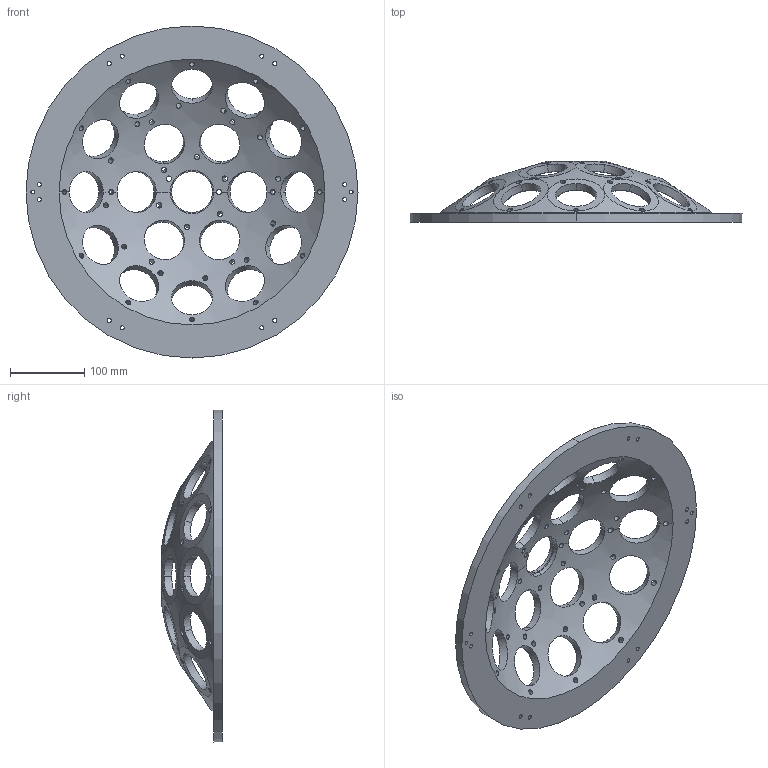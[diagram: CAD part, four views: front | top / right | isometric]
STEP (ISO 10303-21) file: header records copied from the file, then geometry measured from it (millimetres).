
FILE_DESCRIPTION (( 'STEP AP214' ), '1' );
FILE_NAME ('Matrix Improved_4.4.STEP', '2022-09-14T19:47:05', ( '' ), ( '' ), 'SwSTEP 2.0', 'SolidWorks 2021', '' );
FILE_SCHEMA (( 'AUTOMOTIVE_DESIGN' ));
Length unit declared in the file: millimetre
Products named in the file (1): Matrix Improved_4.4
Bounding box: 446 x 81.86 x 446 mm (x, y, z)
Volume: 1475137.9 mm3; surface area: 318126.5 mm2
Topology: 1 solids, 1 shells, 423 faces, 1251 edges, 826 vertices
Faces by surface type: cylinder 182, plane 153, bspline 80, sphere 6, torus 2
Entity records: 18562 total; most frequent: CARTESIAN_POINT 7414, ORIENTED_EDGE 2502, DIRECTION 2002, EDGE_CURVE 1251, VERTEX_POINT 826, AXIS2_PLACEMENT_3D 714, VECTOR 574, LINE 574
